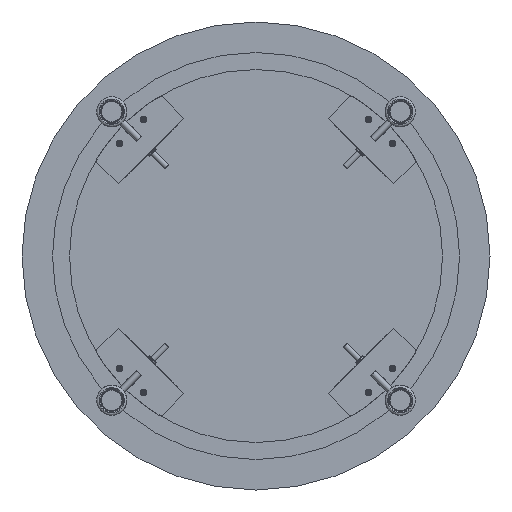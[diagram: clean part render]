
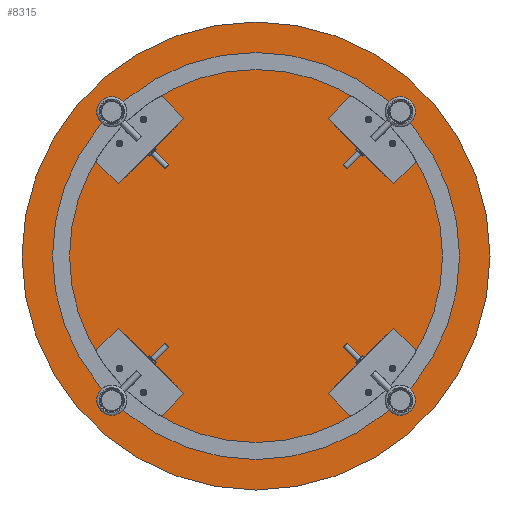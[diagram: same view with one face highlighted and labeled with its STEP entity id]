
A CAD part, front view. The second image highlights one B-rep face of the part: STEP entity #8315.
In plain terms, the highlighted face is planar.
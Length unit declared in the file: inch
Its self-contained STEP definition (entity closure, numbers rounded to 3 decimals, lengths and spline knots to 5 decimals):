
#1516=PLANE('',#9131);
#1949=FACE_OUTER_BOUND('',#2576,.T.);
#2576=EDGE_LOOP('',(#5735));
#3310=CIRCLE('',#9129,12.);
#3799=VERTEX_POINT('',#12706);
#4508=EDGE_CURVE('',#3799,#3799,#3310,.T.);
#5735=ORIENTED_EDGE('',*,*,#4508,.T.);
#8315=ADVANCED_FACE('',(#1949),#1516,.F.);
#9129=AXIS2_PLACEMENT_3D('',#12707,#10230,#10231);
#9131=AXIS2_PLACEMENT_3D('',#12709,#10234,#10235);
#10230=DIRECTION('center_axis',(0.,0.,-1.));
#10231=DIRECTION('ref_axis',(-1.,0.,0.));
#10234=DIRECTION('center_axis',(0.,0.,1.));
#10235=DIRECTION('ref_axis',(1.,0.,0.));
#12706=CARTESIAN_POINT('',(12.,0.,-0.5));
#12707=CARTESIAN_POINT('Origin',(0.,0.,-0.5));
#12709=CARTESIAN_POINT('Origin',(0.,0.,
-0.5));
